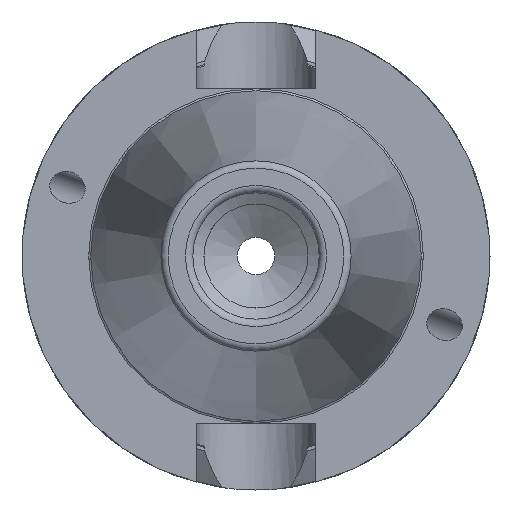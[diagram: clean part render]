
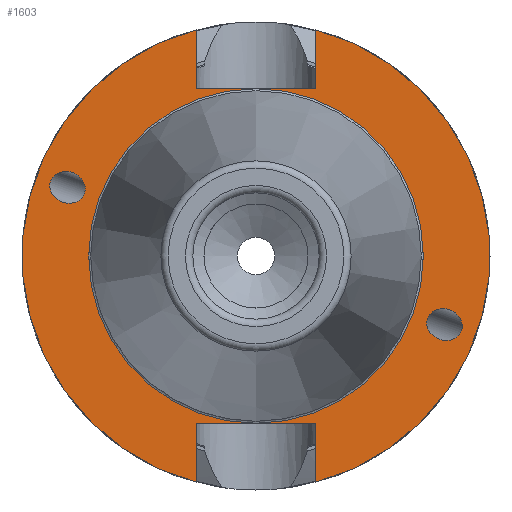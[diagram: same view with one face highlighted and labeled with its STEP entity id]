
A CAD part, left-side view. The second image highlights one B-rep face of the part: STEP entity #1603.
In plain terms, the highlighted planar face has unit normal (-1, 0, 0).
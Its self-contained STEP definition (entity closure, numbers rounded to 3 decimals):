
#777=CARTESIAN_POINT('',(2.,-23.093,-8.405));
#778=VERTEX_POINT('',#777);
#779=CARTESIAN_POINT('',(2.,-25.372,-9.235));
#780=DIRECTION('',(1.0,0.0,0.0));
#781=DIRECTION('',(0.0,-0.94,-0.342));
#782=AXIS2_PLACEMENT_3D('',#779,#780,#781);
#783=ELLIPSE('',#782,2.425,2.1);
#784=EDGE_CURVE('',#778,#778,#783,.T.);
#814=CARTESIAN_POINT('',(2.,23.093,8.405));
#815=VERTEX_POINT('',#814);
#816=CARTESIAN_POINT('',(2.,25.372,9.235));
#817=DIRECTION('',(1.0,0.0,0.0));
#818=DIRECTION('',(0.0,0.94,0.342));
#819=AXIS2_PLACEMENT_3D('',#816,#817,#818);
#820=ELLIPSE('',#819,2.425,2.1);
#821=EDGE_CURVE('',#815,#815,#820,.T.);
#1033=CARTESIAN_POINT('',(2.0,8.05,-22.6));
#1034=VERTEX_POINT('',#1033);
#1041=CARTESIAN_POINT('',(2.0,8.05,-30.454));
#1042=VERTEX_POINT('',#1041);
#1043=CARTESIAN_POINT('',(2.,8.05,-30.454));
#1044=DIRECTION('',(0.0,0.0,1.0));
#1045=VECTOR('',#1044,7.854);
#1046=LINE('',#1043,#1045);
#1047=EDGE_CURVE('',#1042,#1034,#1046,.T.);
#1278=CARTESIAN_POINT('',(2.,-8.05,-30.454));
#1279=VERTEX_POINT('',#1278);
#1286=CARTESIAN_POINT('',(2.,-8.05,-22.6));
#1287=VERTEX_POINT('',#1286);
#1288=CARTESIAN_POINT('',(2.,-8.05,-22.6));
#1289=DIRECTION('',(0.0,0.0,-1.0));
#1290=VECTOR('',#1289,7.854);
#1291=LINE('',#1288,#1290);
#1292=EDGE_CURVE('',#1287,#1279,#1291,.T.);
#1310=CARTESIAN_POINT('',(2.,8.05,-22.6));
#1311=DIRECTION('',(0.0,-1.0,0.0));
#1312=VECTOR('',#1311,16.1);
#1313=LINE('',#1310,#1312);
#1314=EDGE_CURVE('',#1034,#1287,#1313,.T.);
#1536=CARTESIAN_POINT('',(2.,0.0,27.008));
#1537=DIRECTION('',(-1.0,0.0,0.0));
#1538=DIRECTION('',(0.0,0.0,1.0));
#1539=AXIS2_PLACEMENT_3D('',#1536,#1537,#1538);
#1540=PLANE('',#1539);
#1541=ORIENTED_EDGE('',*,*,#1047,.T.);
#1542=ORIENTED_EDGE('',*,*,#1314,.T.);
#1543=ORIENTED_EDGE('',*,*,#1292,.T.);
#1544=CARTESIAN_POINT('',(2.,-8.05,30.454));
#1545=VERTEX_POINT('',#1544);
#1546=CARTESIAN_POINT('',(2.,0.0,0.0));
#1547=DIRECTION('',(-1.0,0.0,0.));
#1548=DIRECTION('',(0.,0.0,1.0));
#1549=AXIS2_PLACEMENT_3D('',#1546,#1547,#1548);
#1550=CIRCLE('',#1549,31.5);
#1551=EDGE_CURVE('',#1279,#1545,#1550,.T.);
#1552=ORIENTED_EDGE('',*,*,#1551,.T.);
#1553=CARTESIAN_POINT('',(2.,-8.05,22.6));
#1554=VERTEX_POINT('',#1553);
#1555=CARTESIAN_POINT('',(2.,-8.05,30.454));
#1556=DIRECTION('',(0.0,0.0,-1.0));
#1557=VECTOR('',#1556,7.854);
#1558=LINE('',#1555,#1557);
#1559=EDGE_CURVE('',#1545,#1554,#1558,.T.);
#1560=ORIENTED_EDGE('',*,*,#1559,.T.);
#1561=CARTESIAN_POINT('',(2.,8.05,22.6));
#1562=VERTEX_POINT('',#1561);
#1563=CARTESIAN_POINT('',(2.,-8.05,22.6));
#1564=DIRECTION('',(0.0,1.0,0.0));
#1565=VECTOR('',#1564,16.1);
#1566=LINE('',#1563,#1565);
#1567=EDGE_CURVE('',#1554,#1562,#1566,.T.);
#1568=ORIENTED_EDGE('',*,*,#1567,.T.);
#1569=CARTESIAN_POINT('',(2.,8.05,30.454));
#1570=VERTEX_POINT('',#1569);
#1571=CARTESIAN_POINT('',(2.,8.05,22.6));
#1572=DIRECTION('',(0.0,0.0,1.0));
#1573=VECTOR('',#1572,7.854);
#1574=LINE('',#1571,#1573);
#1575=EDGE_CURVE('',#1562,#1570,#1574,.T.);
#1576=ORIENTED_EDGE('',*,*,#1575,.T.);
#1577=CARTESIAN_POINT('',(2.,0.0,0.0));
#1578=DIRECTION('',(-1.0,0.0,0.));
#1579=DIRECTION('',(0.,0.0,1.0));
#1580=AXIS2_PLACEMENT_3D('',#1577,#1578,#1579);
#1581=CIRCLE('',#1580,31.5);
#1582=EDGE_CURVE('',#1570,#1042,#1581,.T.);
#1583=ORIENTED_EDGE('',*,*,#1582,.T.);
#1584=EDGE_LOOP('',(#1541,#1542,#1543,#1552,#1560,#1568,#1576,#1583));
#1585=FACE_OUTER_BOUND('',#1584,.T.);
#1586=ORIENTED_EDGE('',*,*,#784,.T.);
#1587=EDGE_LOOP('',(#1586));
#1588=FACE_BOUND('',#1587,.T.);
#1589=ORIENTED_EDGE('',*,*,#821,.T.);
#1590=EDGE_LOOP('',(#1589));
#1591=FACE_BOUND('',#1590,.T.);
#1592=CARTESIAN_POINT('',(2.,0.0,22.517));
#1593=VERTEX_POINT('',#1592);
#1594=CARTESIAN_POINT('',(2.,0.0,0.0));
#1595=DIRECTION('',(-1.0,0.0,0.));
#1596=DIRECTION('',(0.,0.0,1.0));
#1597=AXIS2_PLACEMENT_3D('',#1594,#1595,#1596);
#1598=CIRCLE('',#1597,22.517);
#1599=EDGE_CURVE('',#1593,#1593,#1598,.T.);
#1600=ORIENTED_EDGE('',*,*,#1599,.F.);
#1601=EDGE_LOOP('',(#1600));
#1602=FACE_BOUND('',#1601,.T.);
#1603=ADVANCED_FACE('',(#1585,#1588,#1591,#1602),#1540,.T.);
